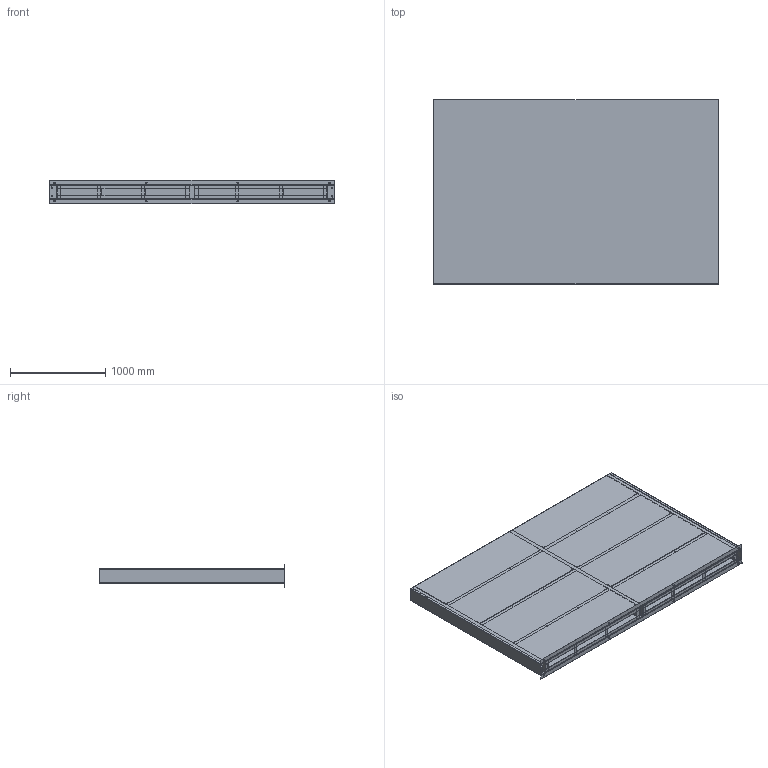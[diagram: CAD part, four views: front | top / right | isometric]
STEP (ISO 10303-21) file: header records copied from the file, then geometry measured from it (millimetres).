
FILE_DESCRIPTION (( 'STEP AP214' ), '1' );
FILE_NAME ('AW2_VectorWorks.STEP', '2021-04-22T10:18:20', ( '' ), ( '' ), 'SwSTEP 2.0', 'SolidWorks 2020', '' );
FILE_SCHEMA (( 'AUTOMOTIVE_DESIGN' ));
Length unit declared in the file: millimetre
Products named in the file (9): AW2-reinforcement 1; AW2_VectorWorks; AW2-top; AW2-headwall; AW2-sidewall; AW2-reinforcement 2; AW2-reinforcement Upr1; AW2-sidewall2; AW2-reinforcement 3
Assembly tree (59 placements, depth 2):
  AW2_VectorWorks
    AW2-sidewall
    AW2-sidewall2
    AW2-top
    AW2-headwall  x2
    AW2-reinforcement 1  x16
    AW2-reinforcement Upr1  x6
    AW2-reinforcement 2  x12
    AW2-reinforcement 3  x20
Bounding box: 2990 x 1943 x 248 mm (x, y, z)
Volume: 48184296.2 mm3; surface area: 32483607.5 mm2
Topology: 59 solids, 59 shells, 906 faces, 1948 edges, 1160 vertices
Faces by surface type: plane 766, cylinder 140
Entity records: 4662 total; most frequent: DIRECTION 784, CARTESIAN_POINT 718, ORIENTED_EDGE 640, EDGE_CURVE 320, AXIS2_PLACEMENT_3D 262, LINE 260, VECTOR 260, VERTEX_POINT 196
